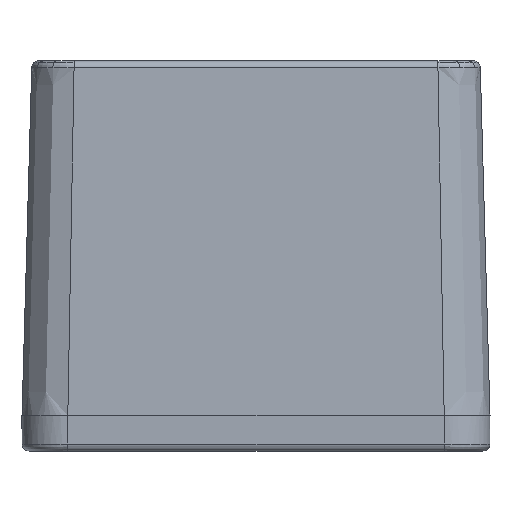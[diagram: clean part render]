
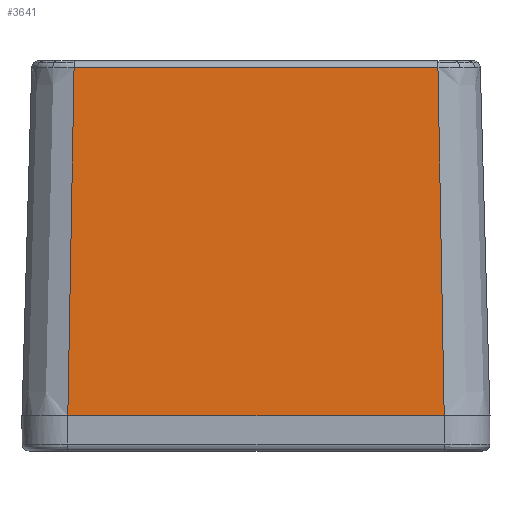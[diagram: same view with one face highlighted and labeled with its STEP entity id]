
A CAD part, front view. The second image highlights one B-rep face of the part: STEP entity #3641.
In plain terms, the highlighted planar face has unit normal (0, -1, 0.028).
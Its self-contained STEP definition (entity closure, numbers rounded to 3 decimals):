
#203 = VECTOR ( 'NONE', #10450, 1000. ) ;
#400 = VERTEX_POINT ( 'NONE', #32973 ) ;
#1601 = CARTESIAN_POINT ( 'NONE',  ( -0.441, -57.257, 24.504 ) ) ;
#3346 = EDGE_CURVE ( 'NONE', #23610, #18752, #32803, .T. ) ;
#3641 = ADVANCED_FACE ( 'Face428', ( #14125 ), #17780, .T. ) ;
#4293 = DIRECTION ( 'NONE',  ( 0., -1., 0.028 ) ) ;
#6941 = ORIENTED_EDGE ( 'NONE', *, *, #15945, .T. ) ;
#7704 = DIRECTION ( 'NONE',  ( 1., 0., 0. ) ) ;
#8433 = ORIENTED_EDGE ( 'NONE', *, *, #3346, .T. ) ;
#10450 = DIRECTION ( 'NONE',  ( 1., 0., 0. ) ) ;
#10878 = DIRECTION ( 'NONE',  ( 0.018, -0.028, -0.999 ) ) ;
#12000 = ORIENTED_EDGE ( 'NONE', *, *, #12854, .F. ) ;
#12854 = EDGE_CURVE ( 'NONE', #26241, #400, #33634, .T. ) ;
#14125 = FACE_OUTER_BOUND ( 'NONE', #19236, .T. ) ;
#15888 = VECTOR ( 'NONE', #10878, 1000. ) ;
#15945 = EDGE_CURVE ( 'NONE', #26241, #23610, #27854, .T. ) ;
#16503 = CARTESIAN_POINT ( 'NONE',  ( -25.655, -56.571, 49.058 ) ) ;
#17350 = AXIS2_PLACEMENT_3D ( 'NONE', #1601, #4293, #23243 ) ;
#17780 = PLANE ( 'NONE',  #17350 ) ;
#18752 = VERTEX_POINT ( 'NONE', #33843 ) ;
#19236 = EDGE_LOOP ( 'NONE', ( #8433, #22916, #12000, #6941 ) ) ;
#19406 = CARTESIAN_POINT ( 'NONE',  ( 26.098, -57.257, 24.492 ) ) ;
#19722 = DIRECTION ( 'NONE',  ( -0.018, -0.028, -0.999 ) ) ;
#22916 = ORIENTED_EDGE ( 'NONE', *, *, #33266, .F. ) ;
#23243 = DIRECTION ( 'NONE',  ( 0., -0.028, -1. ) ) ;
#23610 = VERTEX_POINT ( 'NONE', #30462 ) ;
#26241 = VERTEX_POINT ( 'NONE', #30015 ) ;
#26400 = VECTOR ( 'NONE', #7704, 1000. ) ;
#27854 = LINE ( 'NONE', #16503, #30398 ) ;
#29487 = LINE ( 'NONE', #19406, #15888 ) ;
#30015 = CARTESIAN_POINT ( 'NONE',  ( -25.655, -56.571, 49.058 ) ) ;
#30398 = VECTOR ( 'NONE', #19722, 1000. ) ;
#30462 = CARTESIAN_POINT ( 'NONE',  ( -26.538, -57.941, 0. ) ) ;
#32128 = CARTESIAN_POINT ( 'NONE',  ( 28.221, -56.571, 49.058 ) ) ;
#32803 = LINE ( 'NONE', #35007, #203 ) ;
#32973 = CARTESIAN_POINT ( 'NONE',  ( 25.655, -56.571, 49.058 ) ) ;
#33266 = EDGE_CURVE ( 'NONE', #400, #18752, #29487, .T. ) ;
#33634 = LINE ( 'NONE', #32128, #26400 ) ;
#33843 = CARTESIAN_POINT ( 'NONE',  ( 26.538, -57.941, 0. ) ) ;
#35007 = CARTESIAN_POINT ( 'NONE',  ( -0.441, -57.941, 0. ) ) ;
